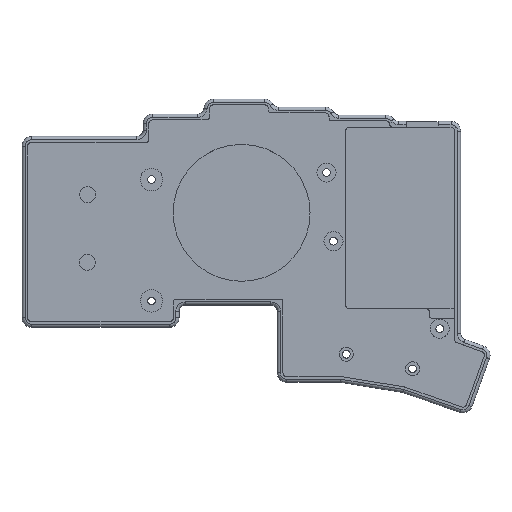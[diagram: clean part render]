
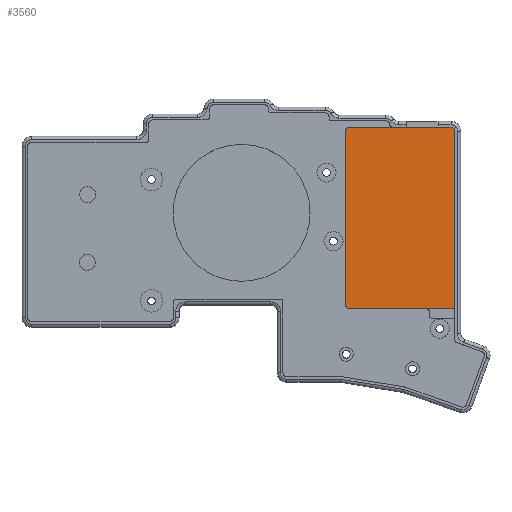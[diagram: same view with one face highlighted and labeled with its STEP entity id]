
A CAD part, top view. The second image highlights one B-rep face of the part: STEP entity #3560.
In plain terms, the highlighted planar face has unit normal (0, 0, 1).
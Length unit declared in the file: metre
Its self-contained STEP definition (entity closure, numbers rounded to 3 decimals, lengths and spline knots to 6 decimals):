
#209=LINE('',#5304,#483);
#213=LINE('',#5312,#487);
#215=LINE('',#5316,#489);
#268=LINE('',#5481,#542);
#362=LINE('',#5846,#636);
#483=VECTOR('',#4215,1.);
#487=VECTOR('',#4221,1.);
#489=VECTOR('',#4225,1.);
#542=VECTOR('',#4398,1.);
#636=VECTOR('',#4724,1.);
#771=PLANE('',#3916);
#1300=ORIENTED_EDGE('',*,*,#1923,.T.);
#1301=ORIENTED_EDGE('',*,*,#2165,.T.);
#1302=ORIENTED_EDGE('',*,*,#2003,.F.);
#1303=ORIENTED_EDGE('',*,*,#2000,.F.);
#1304=ORIENTED_EDGE('',*,*,#1925,.F.);
#1305=ORIENTED_EDGE('',*,*,#2166,.T.);
#1306=ORIENTED_EDGE('',*,*,#2163,.T.);
#1307=ORIENTED_EDGE('',*,*,#2167,.T.);
#1308=ORIENTED_EDGE('',*,*,#1919,.F.);
#1919=EDGE_CURVE('',#2433,#2434,#209,.T.);
#1923=EDGE_CURVE('',#2433,#2436,#213,.T.);
#1925=EDGE_CURVE('',#2437,#2438,#215,.T.);
#2000=EDGE_CURVE('',#2438,#2488,#2745,.F.);
#2003=EDGE_CURVE('',#2488,#2490,#268,.T.);
#2163=EDGE_CURVE('',#2601,#2600,#362,.T.);
#2165=EDGE_CURVE('',#2436,#2490,#2766,.T.);
#2166=EDGE_CURVE('',#2437,#2601,#2767,.T.);
#2167=EDGE_CURVE('',#2600,#2434,#2768,.T.);
#2433=VERTEX_POINT('',#5303);
#2434=VERTEX_POINT('',#5305);
#2436=VERTEX_POINT('',#5311);
#2437=VERTEX_POINT('',#5315);
#2438=VERTEX_POINT('',#5317);
#2488=VERTEX_POINT('',#5476);
#2490=VERTEX_POINT('',#5482);
#2600=VERTEX_POINT('',#5845);
#2601=VERTEX_POINT('',#5847);
#2745=CIRCLE('',#3797,0.0012);
#2766=CIRCLE('',#3917,0.001);
#2767=CIRCLE('',#3918,0.001);
#2768=CIRCLE('',#3919,0.001);
#2952=EDGE_LOOP('',(#1300,#1301,#1302,#1303,#1304,#1305,#1306,#1307,#1308));
#3229=FACE_BOUND('',#2952,.T.);
#3560=ADVANCED_FACE('',(#3229),#771,.T.);
#3797=AXIS2_PLACEMENT_3D('',#5475,#4391,#4392);
#3916=AXIS2_PLACEMENT_3D('',#5849,#4726,#4727);
#3917=AXIS2_PLACEMENT_3D('',#5850,#4728,#4729);
#3918=AXIS2_PLACEMENT_3D('',#5851,#4730,#4731);
#3919=AXIS2_PLACEMENT_3D('',#5852,#4732,#4733);
#4215=DIRECTION('',(-1.,0.,0.));
#4221=DIRECTION('',(1.,0.,0.));
#4225=DIRECTION('',(1.,0.,0.));
#4391=DIRECTION('',(0.,0.,1.));
#4392=DIRECTION('',(1.,0.,0.));
#4398=DIRECTION('',(0.,-1.,0.));
#4724=DIRECTION('',(0.,-1.,0.));
#4726=DIRECTION('',(0.,0.,1.));
#4727=DIRECTION('',(1.,0.,0.));
#4728=DIRECTION('',(0.,0.,1.));
#4729=DIRECTION('',(1.,0.,0.));
#4730=DIRECTION('',(0.,0.,1.));
#4731=DIRECTION('',(1.,0.,0.));
#4732=DIRECTION('',(0.,0.,1.));
#4733=DIRECTION('',(1.,0.,0.));
#5303=CARTESIAN_POINT('',(0.200396,-0.11217,-0.0091));
#5304=CARTESIAN_POINT('',(0.183896,-0.11217,-0.0091));
#5305=CARTESIAN_POINT('',(0.168396,-0.11217,-0.0091));
#5311=CARTESIAN_POINT('',(0.200596,-0.11217,-0.0091));
#5312=CARTESIAN_POINT('',(0.200996,-0.11217,-0.0091));
#5315=CARTESIAN_POINT('',(0.168396,-0.05517,-0.0091));
#5316=CARTESIAN_POINT('',(0.,-0.05517,-0.0091));
#5317=CARTESIAN_POINT('',(0.200396,-0.05517,-0.0091));
#5475=CARTESIAN_POINT('',(0.200396,-0.05637,-0.0091));
#5476=CARTESIAN_POINT('',(0.201596,-0.05637,-0.0091));
#5481=CARTESIAN_POINT('',(0.201596,0.,-0.0091));
#5482=CARTESIAN_POINT('',(0.201596,-0.11117,-0.0091));
#5845=CARTESIAN_POINT('',(0.167396,-0.11117,-0.0091));
#5846=CARTESIAN_POINT('',(0.167396,-0.08367,-0.0091));
#5847=CARTESIAN_POINT('',(0.167396,-0.05617,-0.0091));
#5849=CARTESIAN_POINT('',(0.139173,-0.095614,-0.0091));
#5850=CARTESIAN_POINT('',(0.200596,-0.11117,-0.0091));
#5851=CARTESIAN_POINT('',(0.168396,-0.05617,-0.0091));
#5852=CARTESIAN_POINT('',(0.168396,-0.11117,-0.0091));
